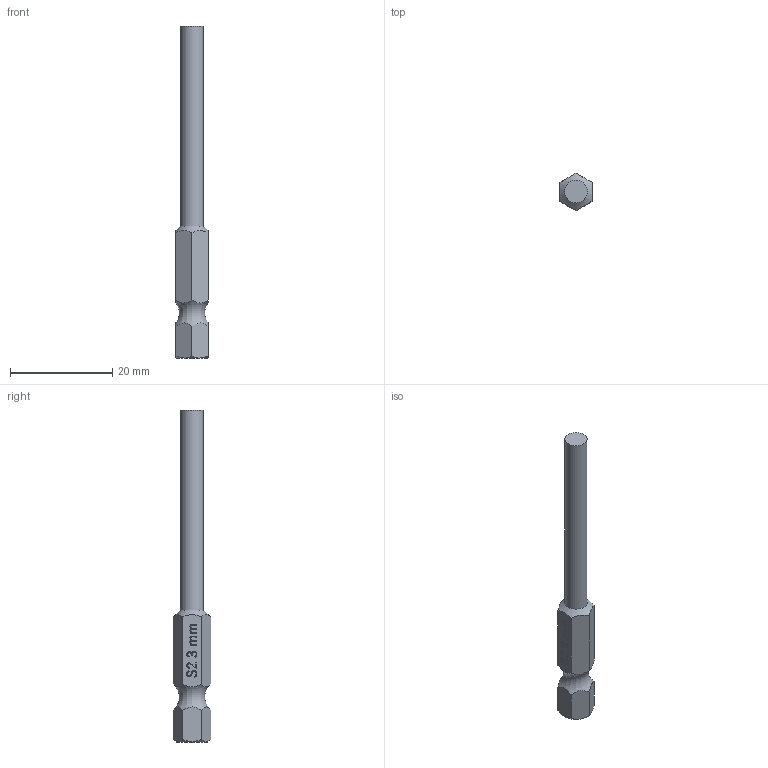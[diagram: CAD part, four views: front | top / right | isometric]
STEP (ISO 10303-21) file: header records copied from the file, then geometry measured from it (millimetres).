
FILE_DESCRIPTION(/* description */ (''),/* implementation_level */ '2;1');
FILE_NAME(/* name */ '3mm Ball End Hex Driver.step',/* time_stamp */ '2025-10-06T04:01:49-04:00',/* author */ (''),/* organization */ (''),/* preprocessor_version */ 'ST-DEVELOPER v20.1',/* originating_system */ 'Autodesk Translation Framework v14.17.0.0',/* authorisation */ '');
FILE_SCHEMA (('AUTOMOTIVE_DESIGN { 1 0 10303 214 3 1 1 }'));
Length unit declared in the file: millimetre
Products named in the file (1): 3mm Ball End Hex Driver
Bounding box: 6.35 x 7.33 x 65 mm (x, y, z)
Volume: 1440.3 mm3; surface area: 1149.6 mm2
Topology: 1 solids, 1 shells, 141 faces, 398 edges, 264 vertices
Faces by surface type: bspline 82, plane 56, cone 2, cylinder 1
Full cylindrical faces by diameter (mm): 4.407 x1
Entity records: 5592 total; most frequent: CARTESIAN_POINT 2533, ORIENTED_EDGE 796, EDGE_CURVE 398, DIRECTION 335, VERTEX_POINT 264, LINE 207, VECTOR 207, B_SPLINE_CURVE_WITH_KNOTS 174
